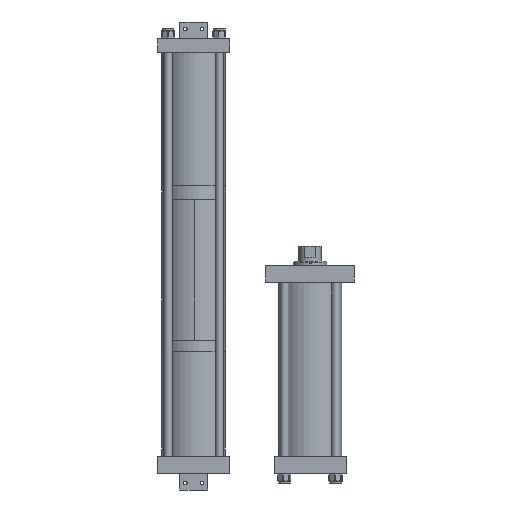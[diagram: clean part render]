
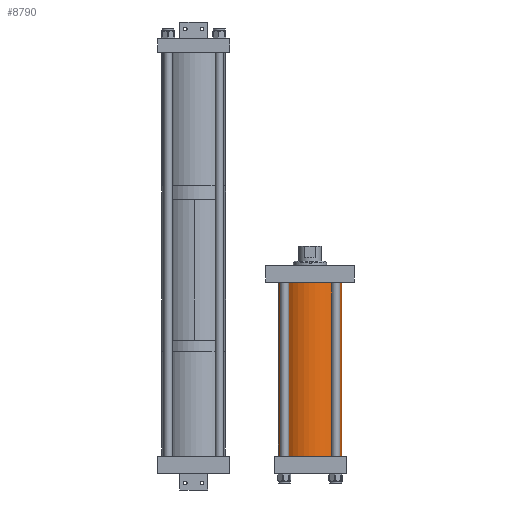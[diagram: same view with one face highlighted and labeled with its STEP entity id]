
A CAD part, front view. The second image highlights one B-rep face of the part: STEP entity #8790.
In plain terms, the highlighted cylindrical face has radius 73.025 mm (diameter 146.05 mm), a partial arc.
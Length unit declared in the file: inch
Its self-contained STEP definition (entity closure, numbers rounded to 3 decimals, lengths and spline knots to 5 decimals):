
#588 = EDGE_CURVE ( 'NONE', #1772, #2248, #7354, .T. ) ;
#693 = CARTESIAN_POINT ( 'NONE',  ( 0., 0., 15.689 ) ) ;
#783 = CYLINDRICAL_SURFACE ( 'NONE', #14312, 2.875 ) ;
#1132 = CARTESIAN_POINT ( 'NONE',  ( 2.875, 0., 0. ) ) ;
#1772 = VERTEX_POINT ( 'NONE', #4265 ) ;
#1815 = CIRCLE ( 'NONE', #9559, 2.875 ) ;
#2003 = DIRECTION ( 'NONE',  ( 0., 0., 1. ) ) ;
#2248 = VERTEX_POINT ( 'NONE', #2719 ) ;
#2719 = CARTESIAN_POINT ( 'NONE',  ( -2.875, 0., 0. ) ) ;
#3942 = DIRECTION ( 'NONE',  ( 0., 0., -1. ) ) ;
#4265 = CARTESIAN_POINT ( 'NONE',  ( -2.875, 0., 15.689 ) ) ;
#5173 = EDGE_CURVE ( 'NONE', #9338, #1772, #1815, .T. ) ;
#5320 = DIRECTION ( 'NONE',  ( 0., 0., 1. ) ) ;
#5322 = CARTESIAN_POINT ( 'NONE',  ( 2.875, 0., 15.689 ) ) ;
#7036 = VERTEX_POINT ( 'NONE', #1132 ) ;
#7176 = CIRCLE ( 'NONE', #12789, 2.875 ) ;
#7354 = LINE ( 'NONE', #9749, #13437 ) ;
#7509 = ORIENTED_EDGE ( 'NONE', *, *, #5173, .F. ) ;
#8790 = ADVANCED_FACE ( 'NONE', ( #11015 ), #783, .T. ) ;
#8950 = CARTESIAN_POINT ( 'NONE',  ( 0., 0., 0. ) ) ;
#9157 = DIRECTION ( 'NONE',  ( 1., 0., 0. ) ) ;
#9271 = DIRECTION ( 'NONE',  ( 0., 0., -1. ) ) ;
#9338 = VERTEX_POINT ( 'NONE', #5322 ) ;
#9396 = VECTOR ( 'NONE', #9271, 39.37008 ) ;
#9559 = AXIS2_PLACEMENT_3D ( 'NONE', #693, #2003, #9157 ) ;
#9749 = CARTESIAN_POINT ( 'NONE',  ( -2.875, 0., 15.689 ) ) ;
#9879 = EDGE_CURVE ( 'NONE', #7036, #2248, #7176, .T. ) ;
#10100 = DIRECTION ( 'NONE',  ( 1., 0., 0. ) ) ;
#10262 = ORIENTED_EDGE ( 'NONE', *, *, #9879, .T. ) ;
#10514 = ORIENTED_EDGE ( 'NONE', *, *, #588, .F. ) ;
#10921 = EDGE_LOOP ( 'NONE', ( #7509, #15334, #10262, #10514 ) ) ;
#11015 = FACE_OUTER_BOUND ( 'NONE', #10921, .T. ) ;
#11076 = DIRECTION ( 'NONE',  ( 0., 0., -1. ) ) ;
#11902 = EDGE_CURVE ( 'NONE', #9338, #7036, #12638, .T. ) ;
#12638 = LINE ( 'NONE', #12880, #9396 ) ;
#12789 = AXIS2_PLACEMENT_3D ( 'NONE', #8950, #5320, #10100 ) ;
#12880 = CARTESIAN_POINT ( 'NONE',  ( 2.875, 0., 15.689 ) ) ;
#13437 = VECTOR ( 'NONE', #11076, 39.37008 ) ;
#14312 = AXIS2_PLACEMENT_3D ( 'NONE', #14954, #3942, #14897 ) ;
#14897 = DIRECTION ( 'NONE',  ( -1., 0., 0. ) ) ;
#14954 = CARTESIAN_POINT ( 'NONE',  ( 0., 0., 15.689 ) ) ;
#15334 = ORIENTED_EDGE ( 'NONE', *, *, #11902, .T. ) ;
